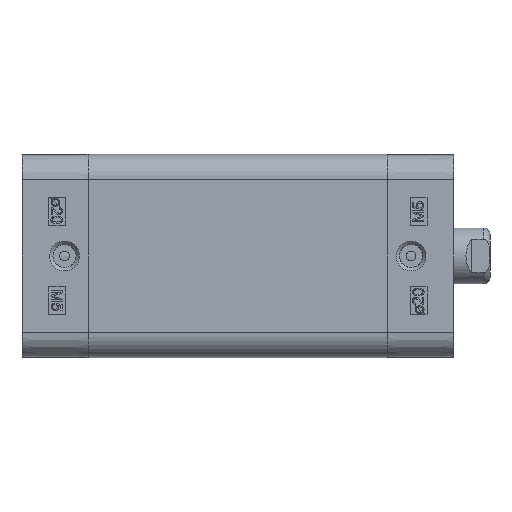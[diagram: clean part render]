
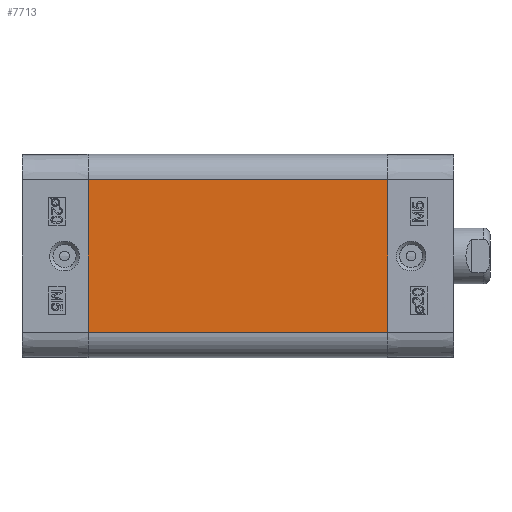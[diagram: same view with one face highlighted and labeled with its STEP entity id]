
A CAD part, left-side view. The second image highlights one B-rep face of the part: STEP entity #7713.
In plain terms, the highlighted planar face has unit normal (-1, 0, 0).
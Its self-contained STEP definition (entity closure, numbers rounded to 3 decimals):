
#6231=CARTESIAN_POINT('',(-18.15,-53.5,13.65));
#6232=VERTEX_POINT('',#6231);
#6239=CARTESIAN_POINT('',(-18.15,-53.5,-13.65));
#6240=VERTEX_POINT('',#6239);
#6241=CARTESIAN_POINT('',(-18.15,-53.5,-13.65));
#6242=DIRECTION('',(0.0,0.0,1.0));
#6243=VECTOR('',#6242,27.3);
#6244=LINE('',#6241,#6243);
#6245=EDGE_CURVE('',#6240,#6232,#6244,.T.);
#7671=CARTESIAN_POINT('',(-18.15,0.0,-13.65));
#7672=VERTEX_POINT('',#7671);
#7673=CARTESIAN_POINT('',(-18.15,0.0,-13.65));
#7674=DIRECTION('',(0.0,-1.0,0.0));
#7675=VECTOR('',#7674,53.5);
#7676=LINE('',#7673,#7675);
#7677=EDGE_CURVE('',#7672,#6240,#7676,.T.);
#7690=CARTESIAN_POINT('',(-18.15,0.0,-13.65));
#7691=DIRECTION('',(-1.0,0.0,0.0));
#7692=DIRECTION('',(0.0,0.0,1.0));
#7693=AXIS2_PLACEMENT_3D('',#7690,#7691,#7692);
#7694=PLANE('',#7693);
#7695=ORIENTED_EDGE('',*,*,#6245,.T.);
#7696=CARTESIAN_POINT('',(-18.15,0.0,13.65));
#7697=VERTEX_POINT('',#7696);
#7698=CARTESIAN_POINT('',(-18.15,0.0,13.65));
#7699=DIRECTION('',(0.0,-1.0,0.0));
#7700=VECTOR('',#7699,53.5);
#7701=LINE('',#7698,#7700);
#7702=EDGE_CURVE('',#7697,#6232,#7701,.T.);
#7703=ORIENTED_EDGE('',*,*,#7702,.F.);
#7704=CARTESIAN_POINT('',(-18.15,0.0,-13.65));
#7705=DIRECTION('',(0.0,0.0,1.0));
#7706=VECTOR('',#7705,27.3);
#7707=LINE('',#7704,#7706);
#7708=EDGE_CURVE('',#7672,#7697,#7707,.T.);
#7709=ORIENTED_EDGE('',*,*,#7708,.F.);
#7710=ORIENTED_EDGE('',*,*,#7677,.T.);
#7711=EDGE_LOOP('',(#7695,#7703,#7709,#7710));
#7712=FACE_OUTER_BOUND('',#7711,.T.);
#7713=ADVANCED_FACE('',(#7712),#7694,.T.);
